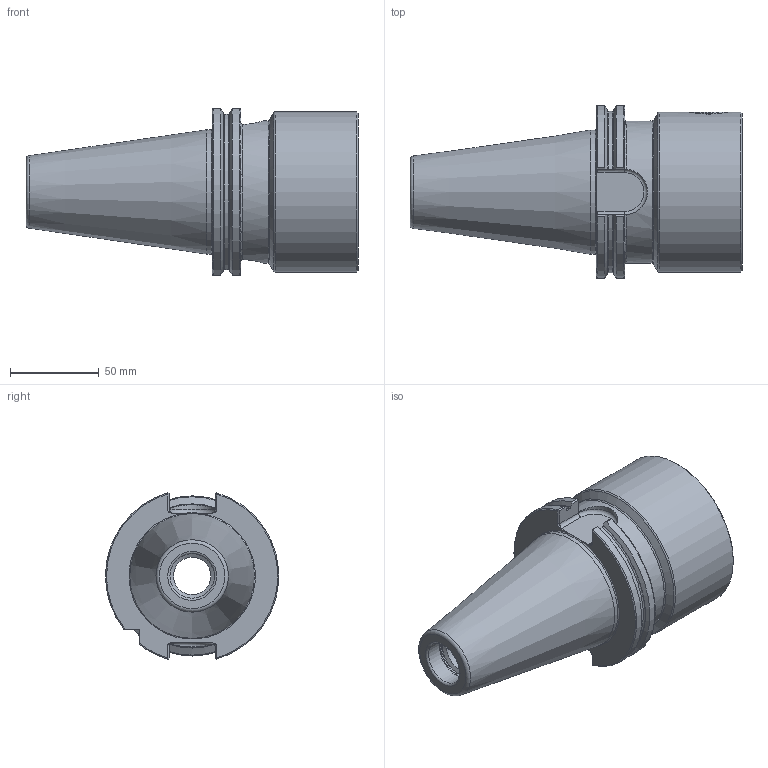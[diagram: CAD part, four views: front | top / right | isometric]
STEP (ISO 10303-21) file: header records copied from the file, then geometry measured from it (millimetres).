
FILE_DESCRIPTION (( 'STEP AP214' ), '1' );
FILE_NAME ('SK5.ST7.K01.085.STEP', '2020-04-15T12:04:10', ( '' ), ( '' ), 'SwSTEP 2.0', 'SolidWorks 2017', '' );
FILE_SCHEMA (( 'AUTOMOTIVE_DESIGN' ));
Length unit declared in the file: millimetre
Products named in the file (3): SK5-ST7.K01.085_B; SK5.ST7.K01.085; ST7-ER1.001.029_A
Assembly tree (2 placements, depth 2):
  SK5.ST7.K01.085
    SK5-ST7.K01.085_B
    ST7-ER1.001.029_A
Bounding box: 186.6 x 97.28 x 93.51 mm (x, y, z)
Volume: 587032.9 mm3; surface area: 76999.3 mm2
Topology: 2 solids, 2 shells, 140 faces, 363 edges, 227 vertices
Faces by surface type: plane 56, cylinder 34, torus 28, cone 20, bspline 2
Full cylindrical faces by diameter (mm): 10 x1, 18.5 x1, 20 x1, 21 x1, 25 x1, 25.45 x1, 38 x1, 44 x1, 46 x1, 47 x1, 69.85 x1, 80 x1, 90 x1
Entity records: 4853 total; most frequent: CARTESIAN_POINT 1628, ORIENTED_EDGE 622, DIRECTION 615, EDGE_CURVE 311, AXIS2_PLACEMENT_3D 247, VERTEX_POINT 214, EDGE_LOOP 183, FACE_OUTER_BOUND 163
